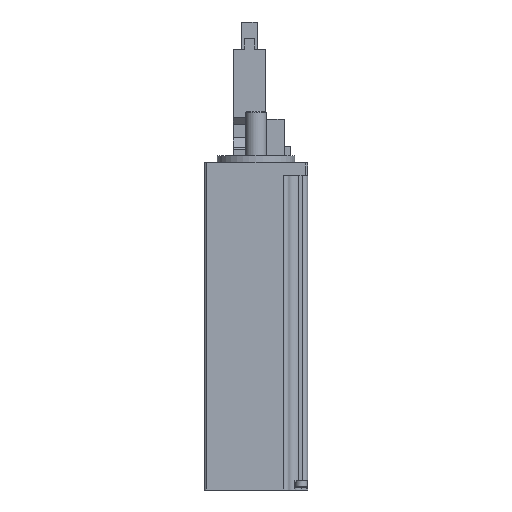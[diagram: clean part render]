
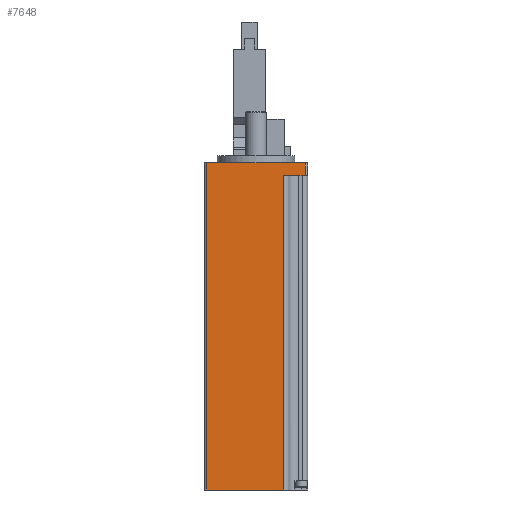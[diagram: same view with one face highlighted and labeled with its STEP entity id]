
A CAD part, front view. The second image highlights one B-rep face of the part: STEP entity #7648.
In plain terms, the highlighted planar face has unit normal (0, -1, 0).
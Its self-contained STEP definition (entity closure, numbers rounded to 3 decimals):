
#482=ORIENTED_EDGE('',*,*,#1979,.T.);
#483=ORIENTED_EDGE('',*,*,#1980,.F.);
#484=ORIENTED_EDGE('',*,*,#1975,.T.);
#485=ORIENTED_EDGE('',*,*,#1981,.F.);
#486=ORIENTED_EDGE('',*,*,#1954,.F.);
#487=ORIENTED_EDGE('',*,*,#1982,.T.);
#1954=EDGE_CURVE('',#2702,#2703,#3189,.T.);
#1975=EDGE_CURVE('',#2720,#2719,#3200,.T.);
#1979=EDGE_CURVE('',#2723,#2724,#3202,.T.);
#1980=EDGE_CURVE('',#2720,#2724,#3203,.T.);
#1981=EDGE_CURVE('',#2703,#2719,#3204,.T.);
#1982=EDGE_CURVE('',#2702,#2723,#3205,.T.);
#2702=VERTEX_POINT('',#10380);
#2703=VERTEX_POINT('',#10382);
#2719=VERTEX_POINT('',#10421);
#2720=VERTEX_POINT('',#10423);
#2723=VERTEX_POINT('',#10431);
#2724=VERTEX_POINT('',#10432);
#3189=LINE('',#10381,#3772);
#3200=LINE('',#10422,#3783);
#3202=LINE('',#10430,#3785);
#3203=LINE('',#10433,#3786);
#3204=LINE('',#10434,#3787);
#3205=LINE('',#10435,#3788);
#3772=VECTOR('',#8673,1000.);
#3783=VECTOR('',#8710,1000.);
#3785=VECTOR('',#8718,1000.);
#3786=VECTOR('',#8719,1000.);
#3787=VECTOR('',#8720,1000.);
#3788=VECTOR('',#8721,1000.);
#4286=EDGE_LOOP('',(#482,#483,#484,#485,#486,#487));
#4710=FACE_BOUND('',#4286,.T.);
#5106=PLANE('',#8029);
#7648=ADVANCED_FACE('',(#4710),#5106,.F.);
#8029=AXIS2_PLACEMENT_3D('',#10429,#8716,#8717);
#8673=DIRECTION('',(-1.,0.,0.));
#8710=DIRECTION('',(-1.,0.,0.));
#8716=DIRECTION('',(0.,1.,0.));
#8717=DIRECTION('',(0.,0.,1.));
#8718=DIRECTION('',(1.,0.,0.));
#8719=DIRECTION('',(0.,0.,-1.));
#8720=DIRECTION('',(0.,0.,1.));
#8721=DIRECTION('',(0.,0.,1.));
#10380=CARTESIAN_POINT('',(10.7,-20.,-126.6));
#10381=CARTESIAN_POINT('',(20.,-20.,-126.6));
#10382=CARTESIAN_POINT('',(-19.,-20.,-126.6));
#10421=CARTESIAN_POINT('',(-19.,-20.,0.));
#10422=CARTESIAN_POINT('',(20.,-20.,0.));
#10423=CARTESIAN_POINT('',(19.,-20.,0.));
#10429=CARTESIAN_POINT('',(20.,-20.,0.));
#10430=CARTESIAN_POINT('',(20.,-20.,-5.));
#10431=CARTESIAN_POINT('',(10.7,-20.,-5.));
#10432=CARTESIAN_POINT('',(19.,-20.,-5.));
#10433=CARTESIAN_POINT('',(19.,-20.,0.));
#10434=CARTESIAN_POINT('',(-19.,-20.,-126.6));
#10435=CARTESIAN_POINT('',(10.7,-20.,-126.6));
